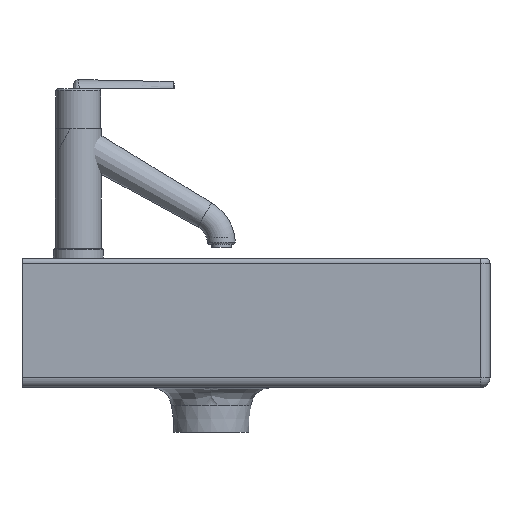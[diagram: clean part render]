
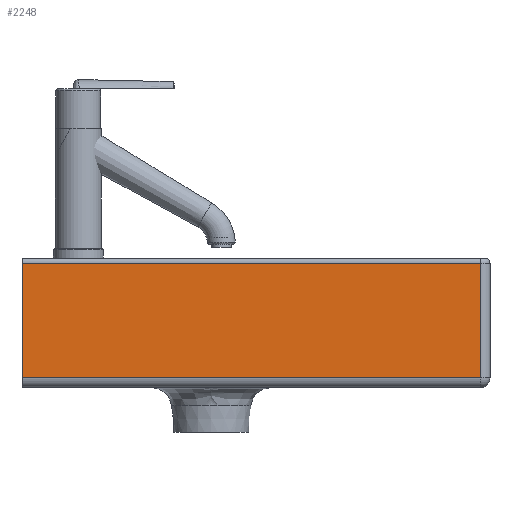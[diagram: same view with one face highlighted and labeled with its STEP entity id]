
A CAD part, left-side view. The second image highlights one B-rep face of the part: STEP entity #2248.
In plain terms, the highlighted planar face has unit normal (-1, 0, 0).
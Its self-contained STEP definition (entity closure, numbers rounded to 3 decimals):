
#2117=CARTESIAN_POINT('',(-131.843,-3.821,125.0));
#2118=VERTEX_POINT('',#2117);
#2141=CARTESIAN_POINT('',(-131.843,-3.821,10.0));
#2142=VERTEX_POINT('',#2141);
#2159=CARTESIAN_POINT('',(-131.843,-3.821,125.0));
#2160=DIRECTION('',(0.0,0.0,-1.0));
#2161=VECTOR('',#2160,115.0);
#2162=LINE('',#2159,#2161);
#2163=EDGE_CURVE('',#2118,#2142,#2162,.T.);
#2199=CARTESIAN_POINT('',(-131.843,456.179,10.0));
#2200=VERTEX_POINT('',#2199);
#2201=CARTESIAN_POINT('',(-131.843,-3.821,10.0));
#2202=DIRECTION('',(0.0,1.0,0.0));
#2203=VECTOR('',#2202,460.);
#2204=LINE('',#2201,#2203);
#2205=EDGE_CURVE('',#2142,#2200,#2204,.T.);
#2225=CARTESIAN_POINT('',(-131.843,-13.821,0.0));
#2226=DIRECTION('',(-1.0,0.0,0.0));
#2227=DIRECTION('',(0.0,0.0,1.0));
#2228=AXIS2_PLACEMENT_3D('',#2225,#2226,#2227);
#2229=PLANE('',#2228);
#2230=ORIENTED_EDGE('',*,*,#2163,.F.);
#2231=CARTESIAN_POINT('',(-131.843,456.179,125.0));
#2232=VERTEX_POINT('',#2231);
#2233=CARTESIAN_POINT('',(-131.843,456.179,125.0));
#2234=DIRECTION('',(0.0,-1.0,0.0));
#2235=VECTOR('',#2234,460.);
#2236=LINE('',#2233,#2235);
#2237=EDGE_CURVE('',#2232,#2118,#2236,.T.);
#2238=ORIENTED_EDGE('',*,*,#2237,.F.);
#2239=CARTESIAN_POINT('',(-131.843,456.179,10.0));
#2240=DIRECTION('',(0.0,0.0,1.0));
#2241=VECTOR('',#2240,115.0);
#2242=LINE('',#2239,#2241);
#2243=EDGE_CURVE('',#2200,#2232,#2242,.T.);
#2244=ORIENTED_EDGE('',*,*,#2243,.F.);
#2245=ORIENTED_EDGE('',*,*,#2205,.F.);
#2246=EDGE_LOOP('',(#2230,#2238,#2244,#2245));
#2247=FACE_OUTER_BOUND('',#2246,.T.);
#2248=ADVANCED_FACE('',(#2247),#2229,.T.);
